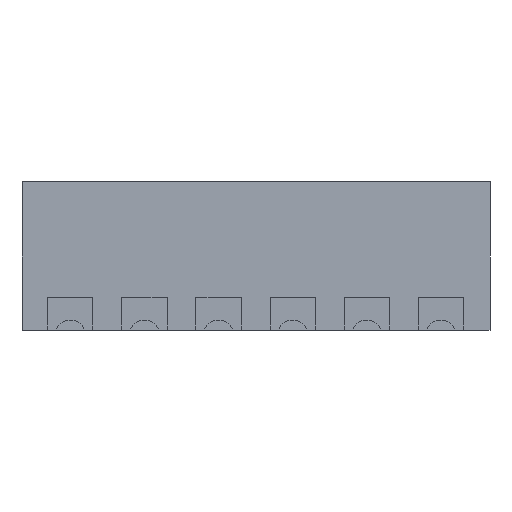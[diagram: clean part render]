
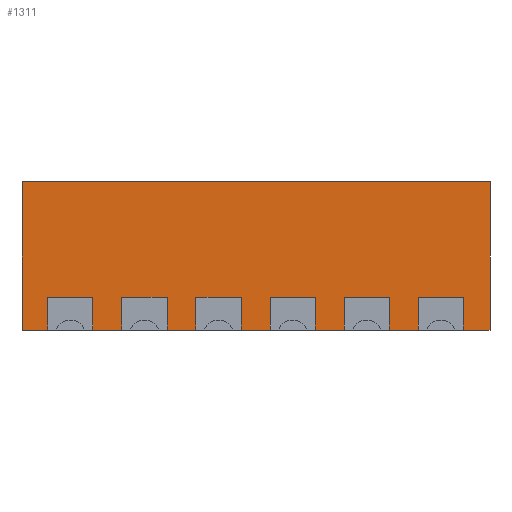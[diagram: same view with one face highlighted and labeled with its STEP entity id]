
A CAD part, left-side view. The second image highlights one B-rep face of the part: STEP entity #1311.
In plain terms, the highlighted face is planar.
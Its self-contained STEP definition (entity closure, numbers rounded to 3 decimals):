
#8 = CARTESIAN_POINT ( 'NONE',  ( -0.47, -1.01, -0.33 ) ) ;
#12 = DIRECTION ( 'NONE',  ( 1., 0., 0. ) ) ;
#23 = AXIS2_PLACEMENT_3D ( 'NONE', #8, #2332, #185 ) ;
#33 = CARTESIAN_POINT ( 'NONE',  ( 1.218, -0.95, -0.33 ) ) ;
#60 = EDGE_CURVE ( 'NONE', #1587, #2111, #149, .T. ) ;
#84 = VERTEX_POINT ( 'NONE', #221 ) ;
#104 = LINE ( 'NONE', #525, #1271 ) ;
#111 = VERTEX_POINT ( 'NONE', #2297 ) ;
#149 = LINE ( 'NONE', #991, #1008 ) ;
#156 = LINE ( 'NONE', #1853, #2465 ) ;
#169 = DIRECTION ( 'NONE',  ( 0., 0., -1. ) ) ;
#185 = DIRECTION ( 'NONE',  ( 1., 0., 0. ) ) ;
#209 = ORIENTED_EDGE ( 'NONE', *, *, #1790, .F. ) ;
#213 = CARTESIAN_POINT ( 'NONE',  ( 0.268, -0.95, -0.33 ) ) ;
#221 = CARTESIAN_POINT ( 'NONE',  ( -2.158, -0.95, -0.33 ) ) ;
#222 = CARTESIAN_POINT ( 'NONE',  ( 2.168, -0.95, -0.33 ) ) ;
#230 = CARTESIAN_POINT ( 'NONE',  ( 1.43, -1.01, -0.33 ) ) ;
#280 = ORIENTED_EDGE ( 'NONE', *, *, #1009, .F. ) ;
#302 = DIRECTION ( 'NONE',  ( 1., 0., 0. ) ) ;
#305 = ORIENTED_EDGE ( 'NONE', *, *, #1089, .F. ) ;
#307 = VECTOR ( 'NONE', #1661, 1000. ) ;
#325 = VERTEX_POINT ( 'NONE', #2214 ) ;
#342 = CARTESIAN_POINT ( 'NONE',  ( 0., -0.95, -0.33 ) ) ;
#368 = VECTOR ( 'NONE', #2455, 1000. ) ;
#372 = EDGE_CURVE ( 'NONE', #2395, #813, #156, .T. ) ;
#378 = EDGE_CURVE ( 'NONE', #813, #2157, #104, .T. ) ;
#383 = CARTESIAN_POINT ( 'NONE',  ( 2.38, -1.01, -0.33 ) ) ;
#391 = DIRECTION ( 'NONE',  ( 0., -1., 0. ) ) ;
#399 = EDGE_CURVE ( 'NONE', #2050, #1601, #2475, .T. ) ;
#439 = CARTESIAN_POINT ( 'NONE',  ( 0., -0.95, -0.33 ) ) ;
#447 = DIRECTION ( 'NONE',  ( 0., 0., -1. ) ) ;
#454 = CARTESIAN_POINT ( 'NONE',  ( -0.682, -0.95, -0.33 ) ) ;
#460 = DIRECTION ( 'NONE',  ( 1., 0., 0. ) ) ;
#508 = VECTOR ( 'NONE', #302, 1000. ) ;
#525 = CARTESIAN_POINT ( 'NONE',  ( 0., 0.95, -0.33 ) ) ;
#568 = AXIS2_PLACEMENT_3D ( 'NONE', #2122, #1903, #1924 ) ;
#581 = DIRECTION ( 'NONE',  ( 1., 0., 0. ) ) ;
#636 = EDGE_LOOP ( 'NONE', ( #305, #1867, #1806, #1793, #280, #2410, #1065, #209, #1986, #889, #1646, #857, #1249, #2045, #2230, #1974 ) ) ;
#647 = FACE_OUTER_BOUND ( 'NONE', #636, .T. ) ;
#675 = VECTOR ( 'NONE', #680, 1000. ) ;
#680 = DIRECTION ( 'NONE',  ( 1., 0., 0. ) ) ;
#695 = VERTEX_POINT ( 'NONE', #33 ) ;
#730 = DIRECTION ( 'NONE',  ( -1., 0., 0. ) ) ;
#813 = VERTEX_POINT ( 'NONE', #2003 ) ;
#814 = CARTESIAN_POINT ( 'NONE',  ( 3., -0.95, -0.33 ) ) ;
#833 = EDGE_CURVE ( 'NONE', #84, #1816, #1591, .T. ) ;
#857 = ORIENTED_EDGE ( 'NONE', *, *, #1408, .F. ) ;
#888 = LINE ( 'NONE', #1493, #307 ) ;
#889 = ORIENTED_EDGE ( 'NONE', *, *, #60, .F. ) ;
#910 = LINE ( 'NONE', #1505, #2308 ) ;
#942 = CARTESIAN_POINT ( 'NONE',  ( -0.258, -0.95, -0.33 ) ) ;
#946 = DIRECTION ( 'NONE',  ( 1., 0., 0. ) ) ;
#966 = CARTESIAN_POINT ( 'NONE',  ( -2.37, -1.01, -0.33 ) ) ;
#991 = CARTESIAN_POINT ( 'NONE',  ( 0., -0.95, -0.33 ) ) ;
#1008 = VECTOR ( 'NONE', #1506, 1000. ) ;
#1009 = EDGE_CURVE ( 'NONE', #1601, #325, #1725, .T. ) ;
#1065 = ORIENTED_EDGE ( 'NONE', *, *, #2278, .F. ) ;
#1089 = EDGE_CURVE ( 'NONE', #2157, #2324, #1735, .T. ) ;
#1096 = AXIS2_PLACEMENT_3D ( 'NONE', #230, #447, #1781 ) ;
#1127 = CARTESIAN_POINT ( 'NONE',  ( 0., -0.95, -0.33 ) ) ;
#1160 = DIRECTION ( 'NONE',  ( 1., 0., 0. ) ) ;
#1165 = EDGE_CURVE ( 'NONE', #1707, #1587, #1397, .T. ) ;
#1197 = CARTESIAN_POINT ( 'NONE',  ( 0.48, -1.01, -0.33 ) ) ;
#1249 = ORIENTED_EDGE ( 'NONE', *, *, #1943, .F. ) ;
#1271 = VECTOR ( 'NONE', #730, 1000. ) ;
#1285 = VERTEX_POINT ( 'NONE', #1364 ) ;
#1303 = LINE ( 'NONE', #1127, #675 ) ;
#1309 = AXIS2_PLACEMENT_3D ( 'NONE', #966, #1919, #581 ) ;
#1311 = ADVANCED_FACE ( 'NONE', ( #647 ), #2155, .F. ) ;
#1321 = LINE ( 'NONE', #342, #508 ) ;
#1361 = CARTESIAN_POINT ( 'NONE',  ( -3., -0.031, -0.33 ) ) ;
#1364 = CARTESIAN_POINT ( 'NONE',  ( 0.692, -0.95, -0.33 ) ) ;
#1397 = CIRCLE ( 'NONE', #23, 0.22 ) ;
#1408 = EDGE_CURVE ( 'NONE', #1734, #1707, #910, .T. ) ;
#1417 = CARTESIAN_POINT ( 'NONE',  ( 0., -0.031, -0.33 ) ) ;
#1456 = EDGE_CURVE ( 'NONE', #325, #2395, #888, .T. ) ;
#1472 = CARTESIAN_POINT ( 'NONE',  ( 0., -0.95, -0.33 ) ) ;
#1493 = CARTESIAN_POINT ( 'NONE',  ( 0., -0.95, -0.33 ) ) ;
#1500 = CARTESIAN_POINT ( 'NONE',  ( -1.632, -0.95, -0.33 ) ) ;
#1505 = CARTESIAN_POINT ( 'NONE',  ( 0., -0.95, -0.33 ) ) ;
#1506 = DIRECTION ( 'NONE',  ( 1., 0., 0. ) ) ;
#1517 = EDGE_CURVE ( 'NONE', #2324, #111, #1321, .T. ) ;
#1576 = AXIS2_PLACEMENT_3D ( 'NONE', #1197, #169, #1160 ) ;
#1587 = VERTEX_POINT ( 'NONE', #942 ) ;
#1591 = LINE ( 'NONE', #439, #2096 ) ;
#1601 = VERTEX_POINT ( 'NONE', #222 ) ;
#1603 = CARTESIAN_POINT ( 'NONE',  ( 1.642, -0.95, -0.33 ) ) ;
#1646 = ORIENTED_EDGE ( 'NONE', *, *, #1165, .F. ) ;
#1648 = CIRCLE ( 'NONE', #1309, 0.22 ) ;
#1660 = EDGE_CURVE ( 'NONE', #111, #84, #1648, .T. ) ;
#1661 = DIRECTION ( 'NONE',  ( 1., 0., 0. ) ) ;
#1664 = CIRCLE ( 'NONE', #568, 0.22 ) ;
#1696 = DIRECTION ( 'NONE',  ( 0., 1., 0. ) ) ;
#1707 = VERTEX_POINT ( 'NONE', #454 ) ;
#1725 = CIRCLE ( 'NONE', #1965, 0.22 ) ;
#1731 = CARTESIAN_POINT ( 'NONE',  ( -3., 0.95, -0.33 ) ) ;
#1734 = VERTEX_POINT ( 'NONE', #2007 ) ;
#1735 = LINE ( 'NONE', #1361, #2010 ) ;
#1750 = DIRECTION ( 'NONE',  ( 0., 0., 1. ) ) ;
#1781 = DIRECTION ( 'NONE',  ( 1., 0., 0. ) ) ;
#1790 = EDGE_CURVE ( 'NONE', #1285, #695, #1303, .T. ) ;
#1793 = ORIENTED_EDGE ( 'NONE', *, *, #1456, .F. ) ;
#1794 = CARTESIAN_POINT ( 'NONE',  ( -3., -0.95, -0.33 ) ) ;
#1806 = ORIENTED_EDGE ( 'NONE', *, *, #372, .F. ) ;
#1816 = VERTEX_POINT ( 'NONE', #1500 ) ;
#1853 = CARTESIAN_POINT ( 'NONE',  ( 3., -0.031, -0.33 ) ) ;
#1867 = ORIENTED_EDGE ( 'NONE', *, *, #378, .F. ) ;
#1903 = DIRECTION ( 'NONE',  ( 0., 0., -1. ) ) ;
#1919 = DIRECTION ( 'NONE',  ( 0., 0., -1. ) ) ;
#1924 = DIRECTION ( 'NONE',  ( 1., 0., 0. ) ) ;
#1943 = EDGE_CURVE ( 'NONE', #1816, #1734, #1664, .T. ) ;
#1965 = AXIS2_PLACEMENT_3D ( 'NONE', #383, #2302, #946 ) ;
#1974 = ORIENTED_EDGE ( 'NONE', *, *, #1517, .F. ) ;
#1986 = ORIENTED_EDGE ( 'NONE', *, *, #2234, .F. ) ;
#2003 = CARTESIAN_POINT ( 'NONE',  ( 3., 0.95, -0.33 ) ) ;
#2007 = CARTESIAN_POINT ( 'NONE',  ( -1.208, -0.95, -0.33 ) ) ;
#2010 = VECTOR ( 'NONE', #391, 1000. ) ;
#2045 = ORIENTED_EDGE ( 'NONE', *, *, #833, .F. ) ;
#2050 = VERTEX_POINT ( 'NONE', #1603 ) ;
#2096 = VECTOR ( 'NONE', #460, 1000. ) ;
#2111 = VERTEX_POINT ( 'NONE', #213 ) ;
#2122 = CARTESIAN_POINT ( 'NONE',  ( -1.42, -1.01, -0.33 ) ) ;
#2155 = PLANE ( 'NONE',  #2428 ) ;
#2157 = VERTEX_POINT ( 'NONE', #1731 ) ;
#2202 = CIRCLE ( 'NONE', #1096, 0.22 ) ;
#2214 = CARTESIAN_POINT ( 'NONE',  ( 2.592, -0.95, -0.33 ) ) ;
#2230 = ORIENTED_EDGE ( 'NONE', *, *, #1660, .F. ) ;
#2234 = EDGE_CURVE ( 'NONE', #2111, #1285, #2488, .T. ) ;
#2278 = EDGE_CURVE ( 'NONE', #695, #2050, #2202, .T. ) ;
#2285 = DIRECTION ( 'NONE',  ( 1., 0., 0. ) ) ;
#2297 = CARTESIAN_POINT ( 'NONE',  ( -2.582, -0.95, -0.33 ) ) ;
#2302 = DIRECTION ( 'NONE',  ( 0., 0., -1. ) ) ;
#2308 = VECTOR ( 'NONE', #2285, 1000. ) ;
#2324 = VERTEX_POINT ( 'NONE', #1794 ) ;
#2332 = DIRECTION ( 'NONE',  ( 0., 0., -1. ) ) ;
#2395 = VERTEX_POINT ( 'NONE', #814 ) ;
#2410 = ORIENTED_EDGE ( 'NONE', *, *, #399, .F. ) ;
#2428 = AXIS2_PLACEMENT_3D ( 'NONE', #1417, #1750, #12 ) ;
#2455 = DIRECTION ( 'NONE',  ( 1., 0., 0. ) ) ;
#2465 = VECTOR ( 'NONE', #1696, 1000. ) ;
#2475 = LINE ( 'NONE', #1472, #368 ) ;
#2488 = CIRCLE ( 'NONE', #1576, 0.22 ) ;
